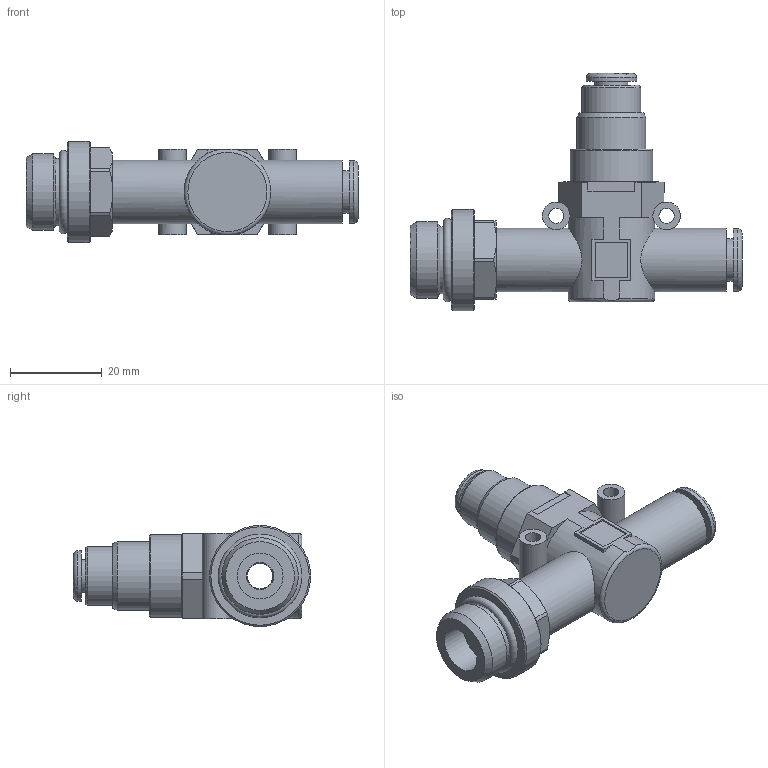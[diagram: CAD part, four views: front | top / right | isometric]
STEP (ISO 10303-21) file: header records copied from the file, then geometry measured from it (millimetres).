
FILE_DESCRIPTION( ( 'STEP AP214' ), ' ' );
FILE_NAME( '9065812.stp', '2017-03-31T09:53:10', ( '' ), ( '' ), ' ', 'PARTsolutions', ' ' );
FILE_SCHEMA( ( 'AUTOMOTIVE_DESIGN { 1 0 10303 214 1 1 1 1 }' ) );
Length unit declared in the file: millimetre
Products named in the file (6): 9065812; _LINE-ON-LINE D8 PNV_L-body; _LINE-ON-LINE D8 VNR-L bushing; _LINE-ON-LINE D8-3/8 RML-thread port; _LINE ON LINE D8 plate; _LINE-ON-LINE D6 VNR-L bushing
Assembly tree (5 placements, depth 2):
  9065812
    _LINE-ON-LINE D8 PNV_L-body
    _LINE-ON-LINE D8 VNR-L bushing
    _LINE-ON-LINE D8-3/8 RML-thread port
    _LINE ON LINE D8 plate
    _LINE-ON-LINE D6 VNR-L bushing
Bounding box: 72.2 x 51.6 x 22 mm (x, y, z)
Volume: 15388.2 mm3; surface area: 12328 mm2
Topology: 5 solids, 5 shells, 191 faces, 451 edges, 294 vertices
Faces by surface type: plane 111, cylinder 59, cone 17, torus 4
Full cylindrical faces by diameter (mm): 3.3 x2, 5.53 x2, 6 x6, 6.2 x1, 7.2 x2, 7.6 x1, 8.1 x1, 9.2 x3, 9.5 x1, 10 x1, 10.3 x1, 11 x3, 11.65 x2, 12.5 x3, 12.8 x1, 13.6 x1, 13.8 x2, 14.6 x1, 15 x2, 16.662 x1, 18 x1, 22 x1
Entity records: 7413 total; most frequent: CARTESIAN_POINT 1559, DIRECTION 890, ORIENTED_EDGE 774, EDGE_CURVE 387, AXIS2_PLACEMENT_3D 350, EDGE_LOOP 288, VERTEX_POINT 286, FACE_OUTER_BOUND 234
